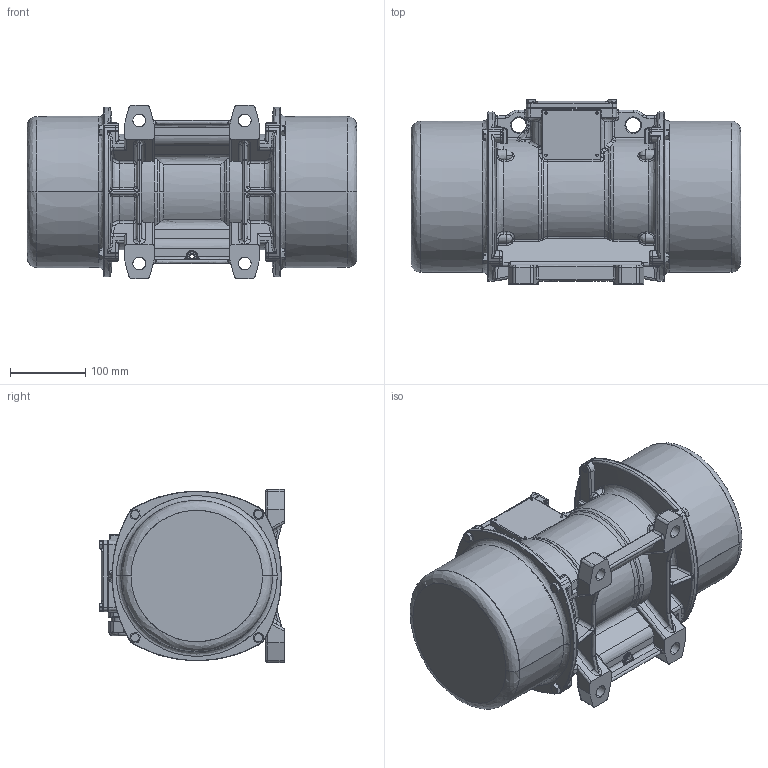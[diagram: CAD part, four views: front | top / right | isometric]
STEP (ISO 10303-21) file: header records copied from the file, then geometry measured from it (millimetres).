
FILE_DESCRIPTION (( 'STEP AP203' ), '1' );
FILE_NAME ('NES 251410 #XXXXXXXXX.STEP', '2019-01-15T14:26:51', ( '' ), ( '' ), 'SwSTEP 2.0', 'SolidWorks 2015', '' );
FILE_SCHEMA (( 'CONFIG_CONTROL_DESIGN' ));
Products named in the file (1): NES 251410 #XXXXXXXXX
Bounding box: 438 x 244.7 x 230 mm (x, y, z)
Volume: 4463241.6 mm3; surface area: 906827.7 mm2
Topology: 32 solids, 32 shells, 1797 faces, 4300 edges, 2585 vertices
Faces by surface type: bspline 1391, plane 406
Entity records: 168503 total; most frequent: CARTESIAN_POINT 137816, ORIENTED_EDGE 8558, EDGE_CURVE 4279, B_SPLINE_CURVE_WITH_KNOTS 3193, VERTEX_POINT 2585, EDGE_LOOP 1930, DIRECTION 1899, FACE_OUTER_BOUND 1797
